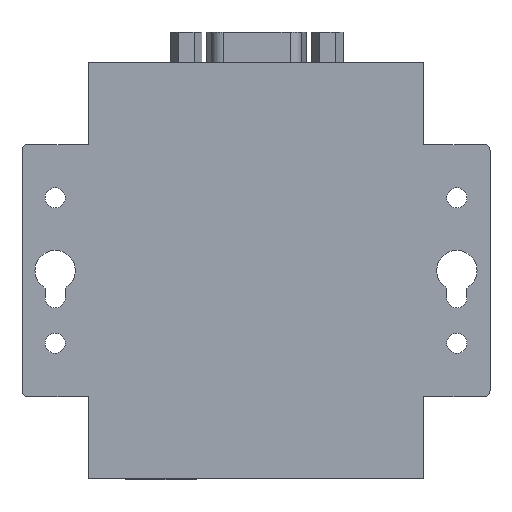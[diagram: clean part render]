
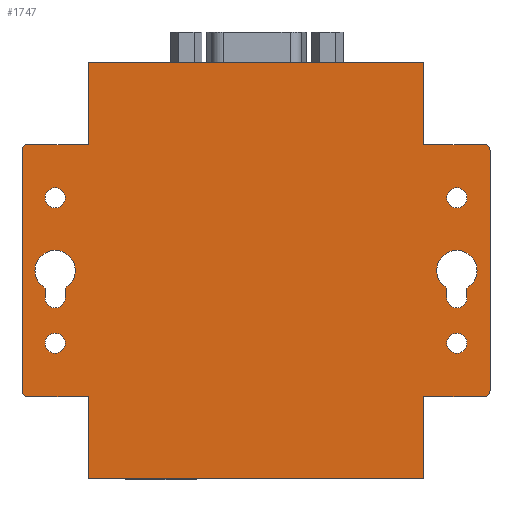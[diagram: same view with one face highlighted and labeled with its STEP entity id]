
A CAD part, front view. The second image highlights one B-rep face of the part: STEP entity #1747.
In plain terms, the highlighted planar face has unit normal (0, -1, 0).
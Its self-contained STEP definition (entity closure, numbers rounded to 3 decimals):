
#54=FACE_BOUND('',#370,.T.);
#55=FACE_BOUND('',#371,.T.);
#56=FACE_BOUND('',#372,.T.);
#57=FACE_BOUND('',#373,.T.);
#58=FACE_BOUND('',#374,.T.);
#59=FACE_BOUND('',#375,.T.);
#128=PLANE('',#1912);
#229=FACE_OUTER_BOUND('',#369,.T.);
#369=EDGE_LOOP('',(#1588,#1589,#1590,#1591,#1592,#1593,#1594,#1595,#1596,
#1597,#1598,#1599,#1600,#1601,#1602,#1603));
#370=EDGE_LOOP('',(#1604));
#371=EDGE_LOOP('',(#1605));
#372=EDGE_LOOP('',(#1606,#1607,#1608,#1609));
#373=EDGE_LOOP('',(#1610));
#374=EDGE_LOOP('',(#1611));
#375=EDGE_LOOP('',(#1612,#1613,#1614,#1615));
#381=LINE('',#2423,#547);
#389=LINE('',#2451,#555);
#398=LINE('',#2485,#564);
#405=LINE('',#2504,#571);
#406=LINE('',#2506,#572);
#408=LINE('',#2516,#574);
#409=LINE('',#2519,#575);
#411=LINE('',#2523,#577);
#415=LINE('',#2530,#581);
#420=LINE('',#2544,#586);
#421=LINE('',#2546,#587);
#422=LINE('',#2555,#588);
#424=LINE('',#2559,#590);
#428=LINE('',#2566,#594);
#471=LINE('',#2654,#637);
#541=LINE('',#2892,#707);
#547=VECTOR('',#1928,41.75);
#555=VECTOR('',#1954,10.5);
#564=VECTOR('',#1983,41.75);
#571=VECTOR('',#2004,1.719);
#572=VECTOR('',#2007,1.719);
#574=VECTOR('',#2019,10.5);
#575=VECTOR('',#2022,10.5);
#577=VECTOR('',#2026,14.25);
#581=VECTOR('',#2030,14.25);
#586=VECTOR('',#2045,1.719);
#587=VECTOR('',#2048,1.719);
#588=VECTOR('',#2059,10.5);
#590=VECTOR('',#2063,14.25);
#594=VECTOR('',#2067,14.25);
#637=VECTOR('',#2144,58.25);
#707=VECTOR('',#2394,58.25);
#710=CIRCLE('',#1753,1.);
#716=CIRCLE('',#1762,1.);
#718=CIRCLE('',#1766,1.);
#724=CIRCLE('',#1775,1.);
#725=CIRCLE('',#1777,1.75);
#726=CIRCLE('',#1779,3.5);
#727=CIRCLE('',#1783,1.75);
#728=CIRCLE('',#1785,1.75);
#729=CIRCLE('',#1790,1.75);
#730=CIRCLE('',#1792,3.5);
#731=CIRCLE('',#1796,1.75);
#732=CIRCLE('',#1798,1.75);
#773=VERTEX_POINT('',#2413);
#774=VERTEX_POINT('',#2415);
#776=VERTEX_POINT('',#2421);
#786=VERTEX_POINT('',#2445);
#787=VERTEX_POINT('',#2449);
#790=VERTEX_POINT('',#2456);
#791=VERTEX_POINT('',#2458);
#802=VERTEX_POINT('',#2484);
#803=VERTEX_POINT('',#2488);
#804=VERTEX_POINT('',#2492);
#805=VERTEX_POINT('',#2493);
#806=VERTEX_POINT('',#2498);
#807=VERTEX_POINT('',#2499);
#808=VERTEX_POINT('',#2508);
#809=VERTEX_POINT('',#2511);
#810=VERTEX_POINT('',#2514);
#811=VERTEX_POINT('',#2518);
#812=VERTEX_POINT('',#2522);
#815=VERTEX_POINT('',#2528);
#816=VERTEX_POINT('',#2532);
#817=VERTEX_POINT('',#2533);
#818=VERTEX_POINT('',#2538);
#819=VERTEX_POINT('',#2539);
#820=VERTEX_POINT('',#2548);
#821=VERTEX_POINT('',#2551);
#822=VERTEX_POINT('',#2554);
#823=VERTEX_POINT('',#2558);
#826=VERTEX_POINT('',#2564);
#935=EDGE_CURVE('',#773,#774,#710,.T.);
#939=EDGE_CURVE('',#776,#773,#381,.T.);
#951=EDGE_CURVE('',#786,#776,#716,.T.);
#953=EDGE_CURVE('',#787,#786,#389,.T.);
#956=EDGE_CURVE('',#790,#791,#718,.T.);
#969=EDGE_CURVE('',#802,#791,#398,.T.);
#971=EDGE_CURVE('',#802,#803,#724,.T.);
#973=EDGE_CURVE('',#804,#805,#725,.T.);
#976=EDGE_CURVE('',#806,#807,#726,.T.);
#979=EDGE_CURVE('',#805,#806,#405,.T.);
#980=EDGE_CURVE('',#807,#804,#406,.T.);
#981=EDGE_CURVE('',#808,#808,#727,.T.);
#982=EDGE_CURVE('',#809,#809,#728,.T.);
#984=EDGE_CURVE('',#790,#810,#408,.T.);
#985=EDGE_CURVE('',#811,#803,#409,.T.);
#987=EDGE_CURVE('',#812,#811,#411,.T.);
#991=EDGE_CURVE('',#810,#815,#415,.T.);
#992=EDGE_CURVE('',#816,#817,#729,.T.);
#995=EDGE_CURVE('',#818,#819,#730,.T.);
#998=EDGE_CURVE('',#817,#818,#420,.T.);
#999=EDGE_CURVE('',#819,#816,#421,.T.);
#1000=EDGE_CURVE('',#820,#820,#731,.T.);
#1001=EDGE_CURVE('',#821,#821,#732,.T.);
#1002=EDGE_CURVE('',#774,#822,#422,.T.);
#1004=EDGE_CURVE('',#823,#822,#424,.T.);
#1008=EDGE_CURVE('',#787,#826,#428,.T.);
#1051=EDGE_CURVE('',#812,#826,#471,.T.);
#1159=EDGE_CURVE('',#823,#815,#541,.T.);
#1588=ORIENTED_EDGE('',*,*,#935,.F.);
#1589=ORIENTED_EDGE('',*,*,#939,.F.);
#1590=ORIENTED_EDGE('',*,*,#951,.F.);
#1591=ORIENTED_EDGE('',*,*,#953,.F.);
#1592=ORIENTED_EDGE('',*,*,#1008,.T.);
#1593=ORIENTED_EDGE('',*,*,#1051,.F.);
#1594=ORIENTED_EDGE('',*,*,#987,.T.);
#1595=ORIENTED_EDGE('',*,*,#985,.T.);
#1596=ORIENTED_EDGE('',*,*,#971,.F.);
#1597=ORIENTED_EDGE('',*,*,#969,.T.);
#1598=ORIENTED_EDGE('',*,*,#956,.F.);
#1599=ORIENTED_EDGE('',*,*,#984,.T.);
#1600=ORIENTED_EDGE('',*,*,#991,.T.);
#1601=ORIENTED_EDGE('',*,*,#1159,.F.);
#1602=ORIENTED_EDGE('',*,*,#1004,.T.);
#1603=ORIENTED_EDGE('',*,*,#1002,.F.);
#1604=ORIENTED_EDGE('',*,*,#981,.F.);
#1605=ORIENTED_EDGE('',*,*,#982,.F.);
#1606=ORIENTED_EDGE('',*,*,#976,.F.);
#1607=ORIENTED_EDGE('',*,*,#979,.F.);
#1608=ORIENTED_EDGE('',*,*,#973,.F.);
#1609=ORIENTED_EDGE('',*,*,#980,.F.);
#1610=ORIENTED_EDGE('',*,*,#1000,.T.);
#1611=ORIENTED_EDGE('',*,*,#1001,.T.);
#1612=ORIENTED_EDGE('',*,*,#995,.T.);
#1613=ORIENTED_EDGE('',*,*,#999,.T.);
#1614=ORIENTED_EDGE('',*,*,#992,.T.);
#1615=ORIENTED_EDGE('',*,*,#998,.T.);
#1747=ADVANCED_FACE('',(#229,#54,#55,#56,#57,#58,#59),#128,.T.);
#1753=AXIS2_PLACEMENT_3D('',#2416,#1921,#1922);
#1762=AXIS2_PLACEMENT_3D('',#2447,#1949,#1950);
#1766=AXIS2_PLACEMENT_3D('',#2459,#1960,#1961);
#1775=AXIS2_PLACEMENT_3D('',#2489,#1987,#1988);
#1777=AXIS2_PLACEMENT_3D('',#2494,#1992,#1993);
#1779=AXIS2_PLACEMENT_3D('',#2500,#1998,#1999);
#1783=AXIS2_PLACEMENT_3D('',#2509,#2010,#2011);
#1785=AXIS2_PLACEMENT_3D('',#2512,#2014,#2015);
#1790=AXIS2_PLACEMENT_3D('',#2534,#2033,#2034);
#1792=AXIS2_PLACEMENT_3D('',#2540,#2039,#2040);
#1796=AXIS2_PLACEMENT_3D('',#2549,#2051,#2052);
#1798=AXIS2_PLACEMENT_3D('',#2552,#2055,#2056);
#1912=AXIS2_PLACEMENT_3D('',#2898,#2404,#2405);
#1921=DIRECTION('center_axis',(0.,1.,0.));
#1922=DIRECTION('ref_axis',(-0.707,0.,0.707));
#1928=DIRECTION('',(0.,0.,1.));
#1949=DIRECTION('center_axis',(0.,1.,0.));
#1950=DIRECTION('ref_axis',(-0.707,0.,-0.707));
#1954=DIRECTION('',(-1.,0.,0.));
#1960=DIRECTION('center_axis',(0.,1.,0.));
#1961=DIRECTION('ref_axis',(0.707,0.,0.707));
#1983=DIRECTION('',(0.,0.,1.));
#1987=DIRECTION('center_axis',(0.,1.,0.));
#1988=DIRECTION('ref_axis',(0.707,0.,-0.707));
#1992=DIRECTION('center_axis',(0.,-1.,0.));
#1993=DIRECTION('ref_axis',(-1.,0.,0.));
#1998=DIRECTION('center_axis',(0.,-1.,0.));
#1999=DIRECTION('ref_axis',(-1.,0.,0.));
#2004=DIRECTION('',(0.,0.,1.));
#2007=DIRECTION('',(0.,0.,-1.));
#2010=DIRECTION('center_axis',(0.,-1.,0.));
#2011=DIRECTION('ref_axis',(1.,0.,0.));
#2014=DIRECTION('center_axis',(0.,-1.,0.));
#2015=DIRECTION('ref_axis',(1.,0.,0.));
#2019=DIRECTION('',(-1.,0.,0.));
#2022=DIRECTION('',(1.,0.,0.));
#2026=DIRECTION('',(0.,0.,1.));
#2030=DIRECTION('',(0.,0.,1.));
#2033=DIRECTION('center_axis',(0.,1.,0.));
#2034=DIRECTION('ref_axis',(1.,0.,0.));
#2039=DIRECTION('center_axis',(0.,1.,0.));
#2040=DIRECTION('ref_axis',(1.,0.,0.));
#2045=DIRECTION('',(0.,0.,1.));
#2048=DIRECTION('',(0.,0.,-1.));
#2051=DIRECTION('center_axis',(0.,1.,0.));
#2052=DIRECTION('ref_axis',(-1.,0.,0.));
#2055=DIRECTION('center_axis',(0.,1.,0.));
#2056=DIRECTION('ref_axis',(-1.,0.,0.));
#2059=DIRECTION('',(1.,0.,0.));
#2063=DIRECTION('',(0.,0.,-1.));
#2067=DIRECTION('',(0.,0.,-1.));
#2144=DIRECTION('',(-1.,0.,0.));
#2394=DIRECTION('',(1.,0.,0.));
#2404=DIRECTION('center_axis',(0.,-1.,0.));
#2405=DIRECTION('ref_axis',(1.,0.,0.));
#2413=CARTESIAN_POINT('',(-40.625,-11.25,20.875));
#2415=CARTESIAN_POINT('',(-39.625,-11.25,21.875));
#2416=CARTESIAN_POINT('Origin',(-39.625,-11.25,20.875));
#2421=CARTESIAN_POINT('',(-40.625,-11.25,-20.875));
#2423=CARTESIAN_POINT('',(-40.625,-11.25,-21.875));
#2445=CARTESIAN_POINT('',(-39.625,-11.25,-21.875));
#2447=CARTESIAN_POINT('Origin',(-39.625,-11.25,-20.875));
#2449=CARTESIAN_POINT('',(-29.125,-11.25,-21.875));
#2451=CARTESIAN_POINT('',(-29.125,-11.25,-21.875));
#2456=CARTESIAN_POINT('',(39.625,-11.25,21.875));
#2458=CARTESIAN_POINT('',(40.625,-11.25,20.875));
#2459=CARTESIAN_POINT('Origin',(39.625,-11.25,20.875));
#2484=CARTESIAN_POINT('',(40.625,-11.25,-20.875));
#2485=CARTESIAN_POINT('',(40.625,-11.25,-21.875));
#2488=CARTESIAN_POINT('',(39.625,-11.25,-21.875));
#2489=CARTESIAN_POINT('Origin',(39.625,-11.25,-20.875));
#2492=CARTESIAN_POINT('',(33.125,-11.25,-4.75));
#2493=CARTESIAN_POINT('',(36.625,-11.25,-4.75));
#2494=CARTESIAN_POINT('Origin',(34.875,-11.25,-4.75));
#2498=CARTESIAN_POINT('',(36.625,-11.25,-3.031));
#2499=CARTESIAN_POINT('',(33.125,-11.25,-3.031));
#2500=CARTESIAN_POINT('Origin',(34.875,-11.25,0.));
#2504=CARTESIAN_POINT('',(36.625,-11.25,-2.375));
#2506=CARTESIAN_POINT('',(33.125,-11.25,-1.516));
#2508=CARTESIAN_POINT('',(33.125,-11.25,12.625));
#2509=CARTESIAN_POINT('Origin',(34.875,-11.25,12.625));
#2511=CARTESIAN_POINT('',(33.125,-11.25,-12.625));
#2512=CARTESIAN_POINT('Origin',(34.875,-11.25,-12.625));
#2514=CARTESIAN_POINT('',(29.125,-11.25,21.875));
#2516=CARTESIAN_POINT('',(40.625,-11.25,21.875));
#2518=CARTESIAN_POINT('',(29.125,-11.25,-21.875));
#2519=CARTESIAN_POINT('',(29.125,-11.25,-21.875));
#2522=CARTESIAN_POINT('',(29.125,-11.25,-36.125));
#2523=CARTESIAN_POINT('',(29.125,-11.25,0.));
#2528=CARTESIAN_POINT('',(29.125,-11.25,36.125));
#2530=CARTESIAN_POINT('',(29.125,-11.25,0.));
#2532=CARTESIAN_POINT('',(-33.125,-11.25,-4.75));
#2533=CARTESIAN_POINT('',(-36.625,-11.25,-4.75));
#2534=CARTESIAN_POINT('Origin',(-34.875,-11.25,-4.75));
#2538=CARTESIAN_POINT('',(-36.625,-11.25,-3.031));
#2539=CARTESIAN_POINT('',(-33.125,-11.25,-3.031));
#2540=CARTESIAN_POINT('Origin',(-34.875,-11.25,0.));
#2544=CARTESIAN_POINT('',(-36.625,-11.25,-2.375));
#2546=CARTESIAN_POINT('',(-33.125,-11.25,-1.516));
#2548=CARTESIAN_POINT('',(-33.125,-11.25,12.625));
#2549=CARTESIAN_POINT('Origin',(-34.875,-11.25,12.625));
#2551=CARTESIAN_POINT('',(-33.125,-11.25,-12.625));
#2552=CARTESIAN_POINT('Origin',(-34.875,-11.25,-12.625));
#2554=CARTESIAN_POINT('',(-29.125,-11.25,21.875));
#2555=CARTESIAN_POINT('',(-40.625,-11.25,21.875));
#2558=CARTESIAN_POINT('',(-29.125,-11.25,36.125));
#2559=CARTESIAN_POINT('',(-29.125,-11.25,0.));
#2564=CARTESIAN_POINT('',(-29.125,-11.25,-36.125));
#2566=CARTESIAN_POINT('',(-29.125,-11.25,0.));
#2654=CARTESIAN_POINT('',(-29.125,-11.25,-36.125));
#2892=CARTESIAN_POINT('',(-29.125,-11.25,36.125));
#2898=CARTESIAN_POINT('Origin',(-29.125,-11.25,0.));
